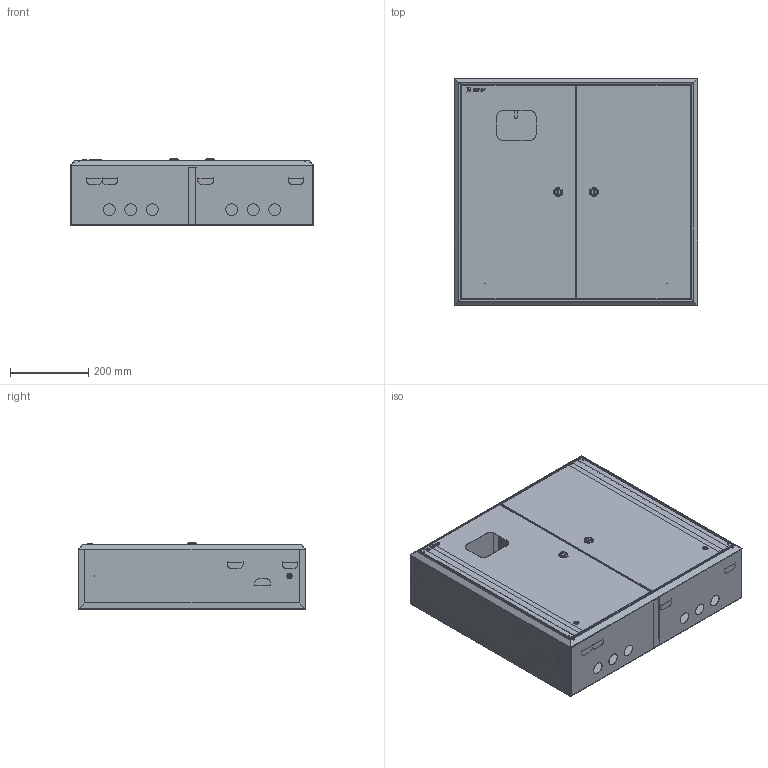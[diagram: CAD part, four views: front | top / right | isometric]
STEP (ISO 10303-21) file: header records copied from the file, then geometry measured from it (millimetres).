
FILE_DESCRIPTION (( 'STEP AP214' ), '1' );
FILE_NAME ('ÙÐÓÍ 3-48 2õäâ IP31 EKF ÌÈ-906.STEP', '2017-08-31T12:47:12', ( 'Admin' ), ( '' ), 'SwSTEP 2.0', 'SolidWorks 2017', '' );
FILE_SCHEMA (( 'AUTOMOTIVE_DESIGN' ));
Length unit declared in the file: millimetre
Products named in the file (42): Ïðîêëàäêà; 昈-906.03.00.001 眈翴錪; Washer 6402_3_gost_丐ｩ｡ 2 6 ヮ葬 6402-70; DIN-ðåéêà 2; 昈-905.00.00.001 赶鎀鍧; Ïðîêëàäêà ìåòàëëè÷åñêàÿ; ÌÈ-905.04.00.000 Ïàíåëü ïðàâàÿ â ñáîðå; 呧蜦 3D; Òåëî çàìêà; ÌÈ-905.04.00.001 Ïàíåëü ïðàâàÿ; ÌÈ-906.01.00.000 Êîðïóñ â ñáîðå; Çàêëåïêà öèëèíäðè÷åñêàÿ Ì4 ÑÒ-Á ñ âíóòðåííåé ðåçüáîé_Œ8; ÌÈ-905.05.00.000 Ïàíåëü ëåâàÿ â ñáîðå; ÌÈ-906.01.02.000 Ñòåíêà ëåâàÿ â ñáîðå; Øïèëüêà Ì6õ12; ÌÈ-905.05.00.001 Ïàíåëü ëåâàÿ; ÌÈ-906.01.03.000 Ñòåíêà ïðàâàÿ â ñáîðå; ÌÈ-906.02.00.001 Äâåðü ïðàâàÿ; Ïàíåëü ñ÷åò÷èêà 3õ ôàçíîãî ÌÈ-512.00.00.001; ÌÈ-906.01.02.001 Ñòåíêà áîêîâàÿ; ÌÈ-905.01.03.000 Ïåðåãîðîäêà â ñáîðå; ÙÐÓÍ 3-48 2õäâ IP31 EKF ÌÈ-906; DIN-ðåéêà; ÌÈ-905.01.03.001 Ïåðåãîðîäêà; hex flange nut_din_Hexagon Flange Nut DIN 6923 - M6 - N; ÌÈ-906.01.01.000 Ñòåíêà çàäíÿÿ â ñáîðå; ÌÈ-906.02.00.000 Äâåðü ïðàâàÿ â ñáîðå; Øïèëüêà îáìåäíåííàÿ Ì6õ20; ﾌﾈ-905.02.00.002 ﾐ裔; Êðîíøòåéí 40õ40; Çàìîê ïî÷òîâûé; ÌÈ-906.01.01.001 Ñòåíêà çàäíÿÿ; ßçû÷îê 2; pan head cross recess screw_din_DIN EN ISO 7045 - M4 x 16 - Z - 16N; Âíóòðåííåå òåëî çàìêà; ÌÈ-905.03.00.000 Äâåðü ëåâàÿ â ñáîðå; Ãàéêà; ÌÈ-905.03.00.001 Äâåðü ëåâàÿ; Ïðîêëàäêà ìåòàëëè÷åñêàÿ 2; cross ph tapping 968_din_Screw DIN 968-ST4.2x13-C-H-N ...
Assembly tree (101 placements, depth 4):
  ÙÐÓÍ 3-48 2õäâ IP31 EKF ÌÈ-906
    ÌÈ-906.02.00.000 Äâåðü ïðàâàÿ â ñáîðå
      ÌÈ-906.02.00.001 Äâåðü ïðàâàÿ
      Øïèëüêà Ì6õ12
      Çàêëåïêà öèëèíäðè÷åñêàÿ Ì4 ÑÒ-Á ñ âíóòðåííåé ðåçüáîé_Œ8  x2
      Çàìîê ïî÷òîâûé
        Òåëî çàìêà
        Ïðîêëàäêà ìåòàëëè÷åñêàÿ
        Washer 6402_3_gost_丐ｩ｡ 2 6 ヮ葬 6402-70
        Ïðîêëàäêà
        pan head cross recess screw_din_ISO 7045 - M4 x 6 - Z --- 6N
        Ïðîêëàäêà ìåòàëëè÷åñêàÿ 2
        Ãàéêà
        Âíóòðåííåå òåëî çàìêà
        ßçû÷îê 2
      ﾌﾈ-905.02.00.002 ﾐ裔
    hex flange nut_din_Hexagon Flange Nut DIN 6923 - M6 - N  x6
    DIN-ðåéêà
    Ïàíåëü ñ÷åò÷èêà 3õ ôàçíîãî ÌÈ-512.00.00.001
    ÌÈ-905.05.00.000 Ïàíåëü ëåâàÿ â ñáîðå
      ÌÈ-905.05.00.001 Ïàíåëü ëåâàÿ
      Øïèëüêà Ì6õ12
    ÌÈ-905.04.00.000 Ïàíåëü ïðàâàÿ â ñáîðå
      ÌÈ-905.04.00.001 Ïàíåëü ïðàâàÿ
      Øïèëüêà Ì6õ12
    昈-905.00.00.001 赶鎀鍧
    DIN-ðåéêà 2  x3
    ÌÈ-906.03.00.000 Ïàíåëü â ñáîðå
      昈-906.03.00.001 眈翴錪
      Øïèëüêà Ì6õ12
    cross ph tapping 968_din_Screw DIN 968-ST4.2x13-C-H-N  x20
    ÌÈ-905.03.00.000 Äâåðü ëåâàÿ â ñáîðå
      ÌÈ-905.03.00.001 Äâåðü ëåâàÿ
      Øïèëüêà Ì6õ12
      Çàêëåïêà öèëèíäðè÷åñêàÿ Ì4 ÑÒ-Á ñ âíóòðåííåé ðåçüáîé_Œ8  x2
      Çàìîê ïî÷òîâûé
        Òåëî çàìêà
        Ïðîêëàäêà ìåòàëëè÷åñêàÿ
        Washer 6402_3_gost_丐ｩ｡ 2 6 ヮ葬 6402-70
        Ïðîêëàäêà
        pan head cross recess screw_din_ISO 7045 - M4 x 6 - Z --- 6N
        Ïðîêëàäêà ìåòàëëè÷åñêàÿ 2
        Ãàéêà
        Âíóòðåííåå òåëî çàìêà
        ßçû÷îê 2
      ﾌﾈ-905.02.00.002 ﾐ裔
    pan head cross recess screw_din_DIN EN ISO 7045 - M4 x 16 - Z - 16N  x4
    ÌÈ-906.01.00.000 Êîðïóñ â ñáîðå
      ÌÈ-906.01.01.000 Ñòåíêà çàäíÿÿ â ñáîðå
        ÌÈ-906.01.01.001 Ñòåíêà çàäíÿÿ
        Êðîíøòåéí 40õ40  x6
        Øïèëüêà îáìåäíåííàÿ Ì6õ20  x2
      ÌÈ-905.01.03.000 Ïåðåãîðîäêà â ñáîðå
        ÌÈ-905.01.03.001 Ïåðåãîðîäêà
        Êðîíøòåéí 40õ40  x6
      ÌÈ-906.01.03.000 Ñòåíêà ïðàâàÿ â ñáîðå
        ÌÈ-906.01.02.001 Ñòåíêà áîêîâàÿ
        Êðîíøòåéí 40õ40  x4
        Øïèëüêà Ì6õ12
      ÌÈ-906.01.02.000 Ñòåíêà ëåâàÿ â ñáîðå
Bounding box: 620 x 580 x 169.58 mm (x, y, z)
Volume: 1258151.3 mm3; surface area: 3443364.5 mm2
Topology: 105 solids, 105 shells, 3252 faces, 8184 edges, 5184 vertices
Faces by surface type: plane 1758, cylinder 888, bspline 308, cone 194, torus 52, sphere 52
Entity records: 45475 total; most frequent: CARTESIAN_POINT 11533, ORIENTED_EDGE 6500, DIRECTION 6452, EDGE_CURVE 3250, AXIS2_PLACEMENT_3D 2160, LINE 2132, VECTOR 2132, VERTEX_POINT 2023
